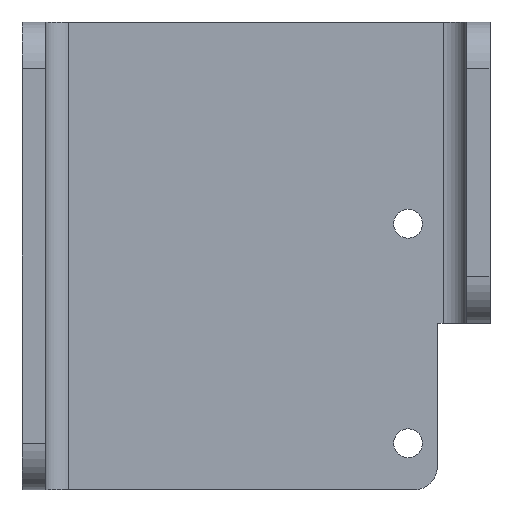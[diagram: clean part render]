
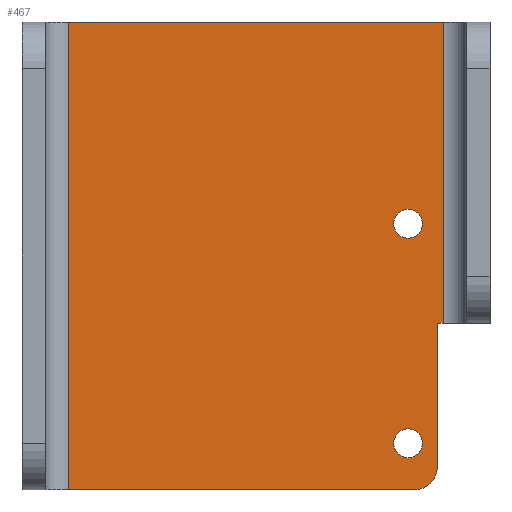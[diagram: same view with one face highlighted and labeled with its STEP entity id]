
A CAD part, front view. The second image highlights one B-rep face of the part: STEP entity #467.
In plain terms, the highlighted planar face has unit normal (0, -1, 0).
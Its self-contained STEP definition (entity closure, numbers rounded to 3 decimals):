
#17=FACE_BOUND('',#75,.T.);
#18=FACE_BOUND('',#76,.T.);
#32=PLANE('',#504);
#47=FACE_OUTER_BOUND('',#74,.T.);
#74=EDGE_LOOP('',(#357,#358,#359,#360,#361,#362,#363));
#75=EDGE_LOOP('',(#364));
#76=EDGE_LOOP('',(#365));
#105=LINE('',#695,#144);
#122=LINE('',#746,#161);
#123=LINE('',#748,#162);
#124=LINE('',#750,#163);
#125=LINE('',#752,#164);
#126=LINE('',#753,#165);
#144=VECTOR('',#551,12.25);
#161=VECTOR('',#598,0.5);
#162=VECTOR('',#599,25.75);
#163=VECTOR('',#600,32.);
#164=VECTOR('',#601,40.);
#165=VECTOR('',#602,29.5);
#179=CIRCLE('',#487,2.);
#189=CIRCLE('',#505,1.23);
#190=CIRCLE('',#506,1.23);
#205=VERTEX_POINT('',#682);
#206=VERTEX_POINT('',#683);
#210=VERTEX_POINT('',#693);
#229=VERTEX_POINT('',#745);
#230=VERTEX_POINT('',#747);
#231=VERTEX_POINT('',#749);
#232=VERTEX_POINT('',#751);
#233=VERTEX_POINT('',#754);
#234=VERTEX_POINT('',#756);
#251=EDGE_CURVE('',#205,#206,#179,.T.);
#257=EDGE_CURVE('',#205,#210,#105,.T.);
#282=EDGE_CURVE('',#210,#229,#122,.T.);
#283=EDGE_CURVE('',#230,#229,#123,.T.);
#284=EDGE_CURVE('',#230,#231,#124,.T.);
#285=EDGE_CURVE('',#232,#231,#125,.T.);
#286=EDGE_CURVE('',#232,#206,#126,.T.);
#287=EDGE_CURVE('',#233,#233,#189,.T.);
#288=EDGE_CURVE('',#234,#234,#190,.T.);
#357=ORIENTED_EDGE('',*,*,#251,.F.);
#358=ORIENTED_EDGE('',*,*,#257,.T.);
#359=ORIENTED_EDGE('',*,*,#282,.T.);
#360=ORIENTED_EDGE('',*,*,#283,.F.);
#361=ORIENTED_EDGE('',*,*,#284,.T.);
#362=ORIENTED_EDGE('',*,*,#285,.F.);
#363=ORIENTED_EDGE('',*,*,#286,.T.);
#364=ORIENTED_EDGE('',*,*,#287,.T.);
#365=ORIENTED_EDGE('',*,*,#288,.T.);
#467=ADVANCED_FACE('',(#47,#17,#18),#32,.T.);
#487=AXIS2_PLACEMENT_3D('',#684,#541,#542);
#504=AXIS2_PLACEMENT_3D('',#744,#596,#597);
#505=AXIS2_PLACEMENT_3D('',#755,#603,#604);
#506=AXIS2_PLACEMENT_3D('',#757,#605,#606);
#541=DIRECTION('center_axis',(0.,1.,0.));
#542=DIRECTION('ref_axis',(0.707,0.,-0.707));
#551=DIRECTION('',(0.,0.,1.));
#596=DIRECTION('center_axis',(0.,-1.,0.));
#597=DIRECTION('ref_axis',(0.,0.,-1.));
#598=DIRECTION('',(1.,0.,0.));
#599=DIRECTION('',(0.,0.,-1.));
#600=DIRECTION('',(-1.,0.,0.));
#601=DIRECTION('',(0.,0.,1.));
#602=DIRECTION('',(1.,0.,0.));
#603=DIRECTION('center_axis',(0.,1.,0.));
#604=DIRECTION('ref_axis',(1.,0.,0.));
#605=DIRECTION('center_axis',(0.,1.,0.));
#606=DIRECTION('ref_axis',(1.,0.,0.));
#682=CARTESIAN_POINT('',(35.612,-211.742,-18.));
#683=CARTESIAN_POINT('',(33.612,-211.742,-20.));
#684=CARTESIAN_POINT('Origin',(33.612,-211.742,-18.));
#693=CARTESIAN_POINT('',(35.612,-211.742,-5.75));
#695=CARTESIAN_POINT('',(35.612,-211.742,-7.812));
#744=CARTESIAN_POINT('Origin',(38.112,-211.742,0.));
#745=CARTESIAN_POINT('',(36.112,-211.742,-5.75));
#746=CARTESIAN_POINT('',(39.112,-211.742,-5.75));
#747=CARTESIAN_POINT('',(36.112,-211.742,20.));
#748=CARTESIAN_POINT('',(36.112,-211.742,0.));
#749=CARTESIAN_POINT('',(4.112,-211.742,20.));
#750=CARTESIAN_POINT('',(38.112,-211.742,20.));
#751=CARTESIAN_POINT('',(4.112,-211.742,-20.));
#752=CARTESIAN_POINT('',(4.112,-211.742,0.));
#753=CARTESIAN_POINT('',(38.112,-211.742,-20.));
#754=CARTESIAN_POINT('',(34.341,-211.742,-16.));
#755=CARTESIAN_POINT('Origin',(33.112,-211.742,-16.));
#756=CARTESIAN_POINT('',(34.341,-211.742,2.75));
#757=CARTESIAN_POINT('Origin',(33.112,-211.742,2.75));
